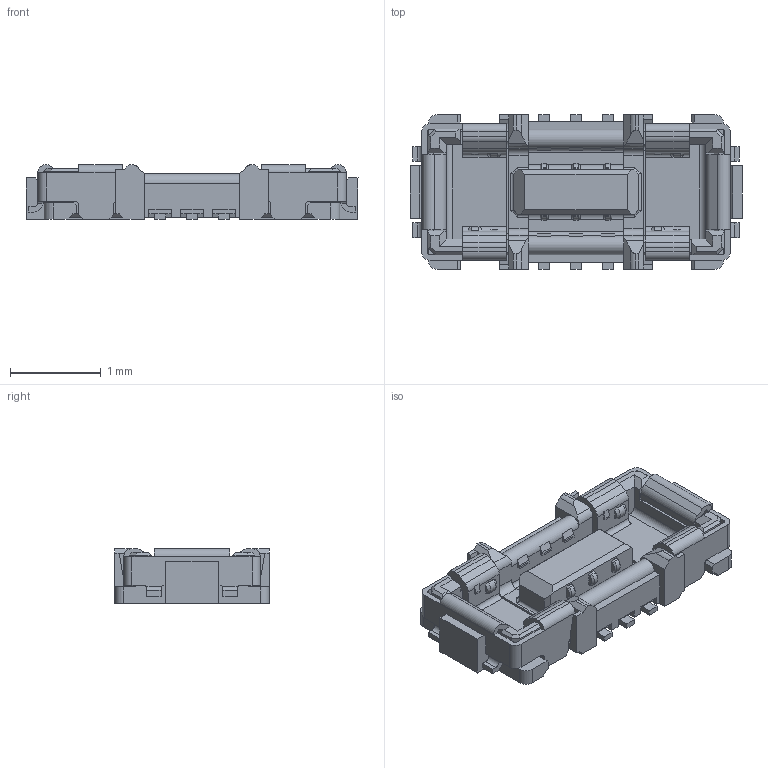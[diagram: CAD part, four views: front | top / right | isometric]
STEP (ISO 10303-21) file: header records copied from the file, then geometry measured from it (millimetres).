
FILE_DESCRIPTION(('Creo Elements/Direct Modeling STEP Export'),'2;1');
FILE_NAME('BM28-6DS.stp','2016-12-01T10:22:05',(''),(''),'Creo Elements/Direct Modeling STEP processor for AP214 (Solid Model)','Creo Elements/Direct Modeling 18.1E 22-Nov-2013 (C) Parametric Technology GmbH','');
FILE_SCHEMA(('AUTOMOTIVE_DESIGN { 1 0 10303 214 1 1 1 1 }'));
Length unit declared in the file: millimetre
Products named in the file (3): BM28B0_6-6DS-299630_PRT.PRT; BM28-6DDP_STP.ASM; BM28-6DS.stp
Assembly tree (2 placements, depth 3):
  BM28-6DS.stp
    BM28-6DDP_STP.ASM
      BM28B0_6-6DS-299630_PRT.PRT
Bounding box: 3.65 x 1.7 x 0.6 mm (x, y, z)
Volume: 2 mm3; surface area: 26.2 mm2
Topology: 1 solids, 1 shells, 690 faces, 1964 edges, 1264 vertices
Faces by surface type: plane 548, cylinder 122, cone 20
Entity records: 28010 total; most frequent: CARTESIAN_POINT 4157, ORIENTED_EDGE 3928, DIRECTION 3608, EDGE_CURVE 1964, VECTOR 1642, LINE 1642, VERTEX_POINT 1264, AXIS2_PLACEMENT_3D 983
